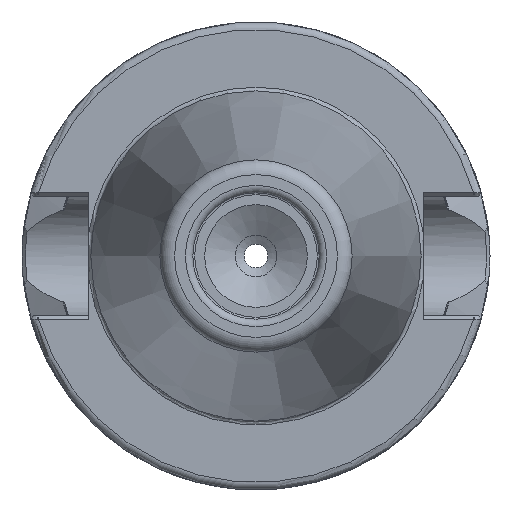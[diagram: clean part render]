
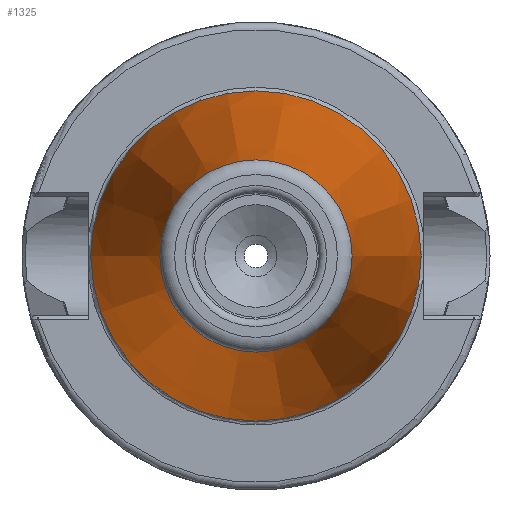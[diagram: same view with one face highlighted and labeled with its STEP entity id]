
A CAD part, left-side view. The second image highlights one B-rep face of the part: STEP entity #1325.
In plain terms, the highlighted conical face has half-angle 8.297 degrees and reference radius 17.581 mm.
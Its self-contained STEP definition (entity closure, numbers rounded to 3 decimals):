
#87=CONICAL_SURFACE('',#1484,17.581,0.145);
#182=LINE('',#2927,#247);
#247=VECTOR('',#1832,17.581);
#326=FACE_OUTER_BOUND('',#402,.T.);
#402=EDGE_LOOP('',(#1209,#1210,#1211,#1212,#1213,#1214,#1215));
#484=CIRCLE('',#1480,12.937);
#485=CIRCLE('',#1481,12.937);
#486=CIRCLE('',#1482,12.937);
#488=CIRCLE('',#1485,22.225);
#489=CIRCLE('',#1486,22.225);
#629=VERTEX_POINT('',#2915);
#630=VERTEX_POINT('',#2916);
#631=VERTEX_POINT('',#2918);
#632=VERTEX_POINT('',#2923);
#633=VERTEX_POINT('',#2924);
#826=EDGE_CURVE('',#629,#630,#484,.T.);
#827=EDGE_CURVE('',#631,#629,#485,.T.);
#828=EDGE_CURVE('',#630,#631,#486,.T.);
#830=EDGE_CURVE('',#632,#633,#488,.T.);
#831=EDGE_CURVE('',#633,#632,#489,.T.);
#832=EDGE_CURVE('',#633,#631,#182,.T.);
#1209=ORIENTED_EDGE('',*,*,#830,.F.);
#1210=ORIENTED_EDGE('',*,*,#831,.F.);
#1211=ORIENTED_EDGE('',*,*,#832,.T.);
#1212=ORIENTED_EDGE('',*,*,#827,.T.);
#1213=ORIENTED_EDGE('',*,*,#826,.T.);
#1214=ORIENTED_EDGE('',*,*,#828,.T.);
#1215=ORIENTED_EDGE('',*,*,#832,.F.);
#1325=ADVANCED_FACE('',(#326),#87,.T.);
#1480=AXIS2_PLACEMENT_3D('',#2917,#1818,#1819);
#1481=AXIS2_PLACEMENT_3D('',#2919,#1820,#1821);
#1482=AXIS2_PLACEMENT_3D('',#2920,#1822,#1823);
#1484=AXIS2_PLACEMENT_3D('',#2922,#1826,#1827);
#1485=AXIS2_PLACEMENT_3D('',#2925,#1828,#1829);
#1486=AXIS2_PLACEMENT_3D('',#2926,#1830,#1831);
#1818=DIRECTION('center_axis',(1.,0.,0.));
#1819=DIRECTION('ref_axis',(0.,0.,-1.));
#1820=DIRECTION('center_axis',(1.,0.,0.));
#1821=DIRECTION('ref_axis',(0.,0.,-1.));
#1822=DIRECTION('center_axis',(1.,0.,0.));
#1823=DIRECTION('ref_axis',(0.,0.,-1.));
#1826=DIRECTION('center_axis',(1.,0.,0.));
#1827=DIRECTION('ref_axis',(0.,1.,0.));
#1828=DIRECTION('center_axis',(1.,0.,0.));
#1829=DIRECTION('ref_axis',(0.,0.,-1.));
#1830=DIRECTION('center_axis',(1.,0.,0.));
#1831=DIRECTION('ref_axis',(0.,0.,-1.));
#1832=DIRECTION('',(-0.99,0.144,0.));
#2915=CARTESIAN_POINT('',(-63.689,12.937,0.));
#2916=CARTESIAN_POINT('',(-63.689,0.,12.937));
#2917=CARTESIAN_POINT('Origin',(-63.689,0.,
0.));
#2918=CARTESIAN_POINT('',(-63.689,-12.937,0.));
#2919=CARTESIAN_POINT('Origin',(-63.689,0.,
0.));
#2920=CARTESIAN_POINT('Origin',(-63.689,0.,
0.));
#2922=CARTESIAN_POINT('Origin',(-31.844,0.,
0.));
#2923=CARTESIAN_POINT('',(0.,22.225,0.));
#2924=CARTESIAN_POINT('',(0.,-22.225,0.));
#2925=CARTESIAN_POINT('Origin',(0.,0.,
0.));
#2926=CARTESIAN_POINT('Origin',(0.,0.,
0.));
#2927=CARTESIAN_POINT('',(-31.844,-17.581,0.));
